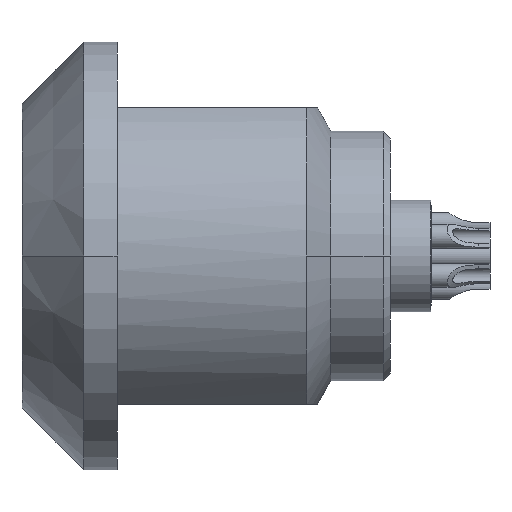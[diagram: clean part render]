
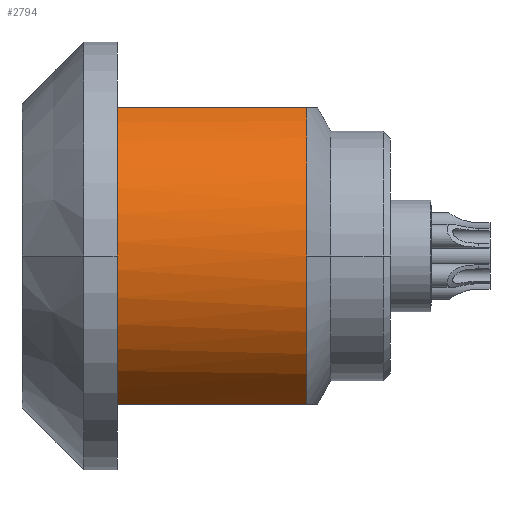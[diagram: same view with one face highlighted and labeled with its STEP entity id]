
A CAD part, front view. The second image highlights one B-rep face of the part: STEP entity #2794.
In plain terms, the highlighted cylindrical face has radius 7 mm (diameter 14 mm), a partial arc.
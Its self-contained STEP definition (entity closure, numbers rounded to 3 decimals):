
#202=CARTESIAN_POINT('',(-0.11,-3.152,-6.25));
#699=CARTESIAN_POINT('',(-0.11,0.,0.));
#700=DIRECTION('',(1.,0.,0.));
#701=DIRECTION('',(0.,-0.45,0.893));
#702=AXIS2_PLACEMENT_3D('',#699,#700,#701);
#704=CARTESIAN_POINT('',(-0.11,0.,0.));
#705=DIRECTION('',(-1.,0.,0.));
#706=DIRECTION('',(0.,-0.45,-0.893));
#707=AXIS2_PLACEMENT_3D('',#704,#705,#706);
#709=DIRECTION('',(1.,0.,0.));
#710=VECTOR('',#709,7.99);
#711=CARTESIAN_POINT('',(-8.1,-3.152,-6.25));
#712=LINE('',#711,#710);
#713=CARTESIAN_POINT('',(-8.1,0.,0.));
#714=DIRECTION('',(-1.,0.,0.));
#715=DIRECTION('',(0.,-0.45,-0.893));
#716=AXIS2_PLACEMENT_3D('',#713,#714,#715);
#718=DIRECTION('',(1.,0.,0.));
#719=VECTOR('',#718,7.99);
#720=CARTESIAN_POINT('',(-8.1,-3.152,6.25));
#721=LINE('',#720,#719);
#737=CARTESIAN_POINT('',(-0.11,-3.152,6.25));
#1830=CARTESIAN_POINT('',(-0.11,-7.,0.));
#1832=VERTEX_POINT('',#1830);
#1845=CARTESIAN_POINT('',(-8.1,-3.152,-6.25));
#1847=VERTEX_POINT('',#1845);
#1849=CARTESIAN_POINT('',(-8.1,-3.152,6.25));
#1851=VERTEX_POINT('',#1849);
#1854=VERTEX_POINT('',#737);
#1855=VERTEX_POINT('',#202);
#2780=CARTESIAN_POINT('',(-12.875,0.,0.));
#2781=DIRECTION('',(1.,0.,0.));
#2782=DIRECTION('',(0.,-1.,0.));
#2783=AXIS2_PLACEMENT_3D('',#2780,#2781,#2782);
#2784=CYLINDRICAL_SURFACE('',#2783,7.);
#2786=ORIENTED_EDGE('',*,*,#2785,.T.);
#2787=ORIENTED_EDGE('',*,*,#2118,.F.);
#2788=ORIENTED_EDGE('',*,*,#2137,.F.);
#2789=ORIENTED_EDGE('',*,*,#2160,.T.);
#2791=ORIENTED_EDGE('',*,*,#2790,.T.);
#2792=EDGE_LOOP('',(#2786,#2787,#2788,#2789,#2791));
#2793=FACE_OUTER_BOUND('',#2792,.F.);
#2794=ADVANCED_FACE('',(#2793),#2784,.T.);
#703=CIRCLE('',#702,7.);
#708=CIRCLE('',#707,7.);
#717=CIRCLE('',#716,7.);
#2118=EDGE_CURVE('',#1855,#1832,#708,.T.);
#2137=EDGE_CURVE('',#1847,#1855,#712,.T.);
#2160=EDGE_CURVE('',#1847,#1851,#717,.T.);
#2785=EDGE_CURVE('',#1854,#1832,#703,.T.);
#2790=EDGE_CURVE('',#1851,#1854,#721,.T.);
